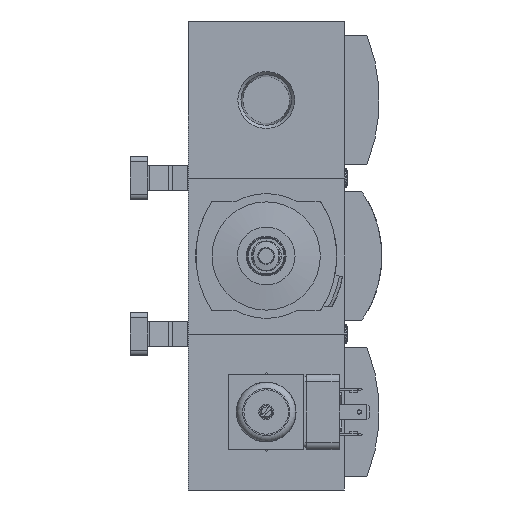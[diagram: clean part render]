
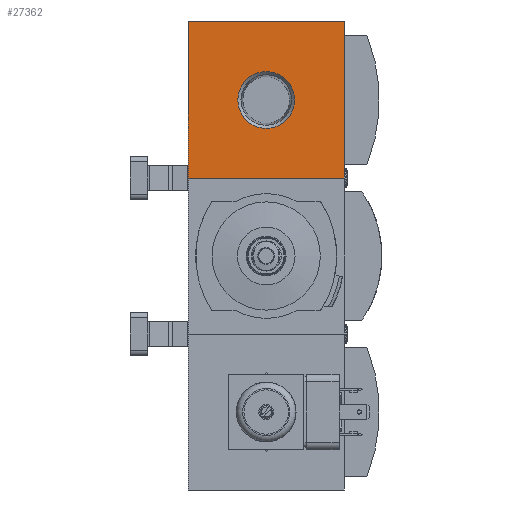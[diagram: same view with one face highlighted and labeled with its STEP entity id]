
A CAD part, front view. The second image highlights one B-rep face of the part: STEP entity #27362.
In plain terms, the highlighted planar face has unit normal (0, -1, 0).
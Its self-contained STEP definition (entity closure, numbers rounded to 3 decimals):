
#317=PLANE('',#28689);
#1361=LINE('',#37416,#3652);
#1369=LINE('',#37431,#3660);
#1385=LINE('',#37461,#3676);
#1425=LINE('',#37552,#3716);
#3652=VECTOR('',#30954,1000.);
#3660=VECTOR('',#30964,1000.);
#3676=VECTOR('',#30982,1000.);
#3716=VECTOR('',#31060,1000.);
#5747=CIRCLE('',#28690,11.288);
#6943=ORIENTED_EDGE('',*,*,#12963,.F.);
#6944=ORIENTED_EDGE('',*,*,#12879,.F.);
#6945=ORIENTED_EDGE('',*,*,#12871,.F.);
#6946=ORIENTED_EDGE('',*,*,#12895,.F.);
#6947=ORIENTED_EDGE('',*,*,#12944,.F.);
#12871=EDGE_CURVE('',#15907,#15908,#1361,.T.);
#12879=EDGE_CURVE('',#15908,#15914,#1369,.T.);
#12895=EDGE_CURVE('',#15926,#15907,#1385,.T.);
#12944=EDGE_CURVE('',#15914,#15926,#1425,.T.);
#12963=EDGE_CURVE('',#15968,#15968,#5747,.T.);
#15907=VERTEX_POINT('',#37415);
#15908=VERTEX_POINT('',#37417);
#15914=VERTEX_POINT('',#37432);
#15926=VERTEX_POINT('',#37460);
#15968=VERTEX_POINT('',#37591);
#17955=EDGE_LOOP('',(#6943));
#17956=EDGE_LOOP('',(#6944,#6945,#6946,#6947));
#19403=FACE_BOUND('',#17955,.T.);
#19404=FACE_BOUND('',#17956,.T.);
#27362=ADVANCED_FACE('',(#19403,#19404),#317,.F.);
#28689=AXIS2_PLACEMENT_3D('',#37589,#31102,#31103);
#28690=AXIS2_PLACEMENT_3D('',#37590,#31104,#31105);
#30954=DIRECTION('',(-1.,0.,0.));
#30964=DIRECTION('',(0.,0.,1.));
#30982=DIRECTION('',(0.,0.,-1.));
#31060=DIRECTION('',(1.,0.,0.));
#31102=DIRECTION('',(0.,1.,0.));
#31103=DIRECTION('',(0.,0.,1.));
#31104=DIRECTION('',(0.,-1.,0.));
#31105=DIRECTION('',(0.,0.,-1.));
#37415=CARTESIAN_POINT('',(31.,-45.,-31.));
#37416=CARTESIAN_POINT('',(31.,-45.,-31.));
#37417=CARTESIAN_POINT('',(-31.,-45.,-31.));
#37431=CARTESIAN_POINT('',(-31.,-45.,-31.));
#37432=CARTESIAN_POINT('',(-31.,-45.,31.));
#37460=CARTESIAN_POINT('',(31.,-45.,31.));
#37461=CARTESIAN_POINT('',(31.,-45.,31.));
#37552=CARTESIAN_POINT('',(-31.,-45.,31.));
#37589=CARTESIAN_POINT('',(0.,-45.,0.));
#37590=CARTESIAN_POINT('',(0.,-45.,0.));
#37591=CARTESIAN_POINT('',(0.,-45.,-11.288));
